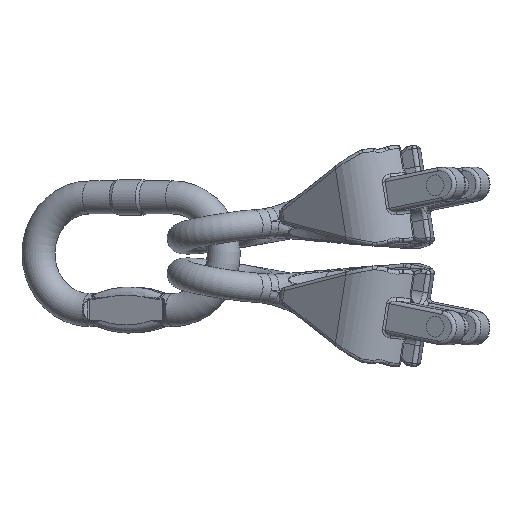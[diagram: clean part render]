
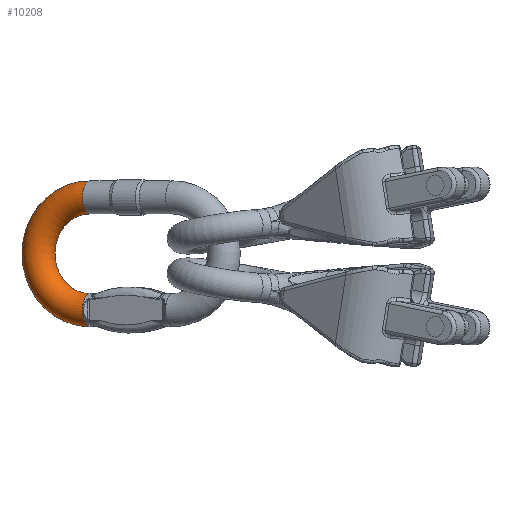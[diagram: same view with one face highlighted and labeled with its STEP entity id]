
A CAD part, left-side view. The second image highlights one B-rep face of the part: STEP entity #10208.
In plain terms, the highlighted toroidal (fillet/blend) face has major radius 46 mm and minor radius 13.5 mm.
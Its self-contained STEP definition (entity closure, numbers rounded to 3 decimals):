
#547=TOROIDAL_SURFACE('',#33202,46.,13.5);
#5662=B_SPLINE_CURVE_WITH_KNOTS('',3,(#50512,#50513,#50514,#50515),.UNSPECIFIED.,
.F.,.F.,(4,4),(0.,1.),.UNSPECIFIED.);
#10208=ADVANCED_FACE('',(#12071,#12072),#547,.T.);
#12071=FACE_BOUND('',#12706,.T.);
#12072=FACE_BOUND('',#12707,.T.);
#12706=EDGE_LOOP('',(#16756));
#12707=EDGE_LOOP('',(#16757,#16758));
#16756=ORIENTED_EDGE('',*,*,#27898,.T.);
#16757=ORIENTED_EDGE('',*,*,#27862,.F.);
#16758=ORIENTED_EDGE('',*,*,#27899,.T.);
#24494=VERTEX_POINT('',#50288);
#24495=VERTEX_POINT('',#50290);
#24530=VERTEX_POINT('',#50511);
#27862=EDGE_CURVE('',#24494,#24495,#31664,.T.);
#27898=EDGE_CURVE('',#24530,#24530,#31668,.T.);
#27899=EDGE_CURVE('',#24494,#24495,#5662,.T.);
#31664=CIRCLE('',#33187,13.5);
#31668=CIRCLE('',#33201,13.5);
#33187=AXIS2_PLACEMENT_3D('',#50289,#37055,#37056);
#33201=AXIS2_PLACEMENT_3D('',#50510,#37090,#37091);
#33202=AXIS2_PLACEMENT_3D('',#50516,#37092,#37093);
#37055=DIRECTION('',(-0.423,-0.906,0.));
#37056=DIRECTION('',(0.,0.,1.));
#37090=DIRECTION('',(0.423,0.906,0.));
#37091=DIRECTION('',(0.,0.,-1.));
#37092=DIRECTION('',(-0.906,0.423,0.));
#37093=DIRECTION('',(0.,0.,1.));
#50288=CARTESIAN_POINT('',(-64.972,-169.734,-45.2));
#50289=CARTESIAN_POINT('',(-52.775,-175.422,-44.131));
#50290=CARTESIAN_POINT('',(-64.972,-169.734,-43.063));
#50510=CARTESIAN_POINT('',(-52.775,-175.422,47.869));
#50511=CARTESIAN_POINT('',(-52.775,-175.422,34.369));
#50512=CARTESIAN_POINT('',(-64.972,-169.734,-45.2));
#50513=CARTESIAN_POINT('',(-65.,-169.663,-44.492));
#50514=CARTESIAN_POINT('',(-65.,-169.664,-43.771));
#50515=CARTESIAN_POINT('',(-64.972,-169.734,-43.063));
#50516=CARTESIAN_POINT('',(-52.775,-175.422,1.869));
